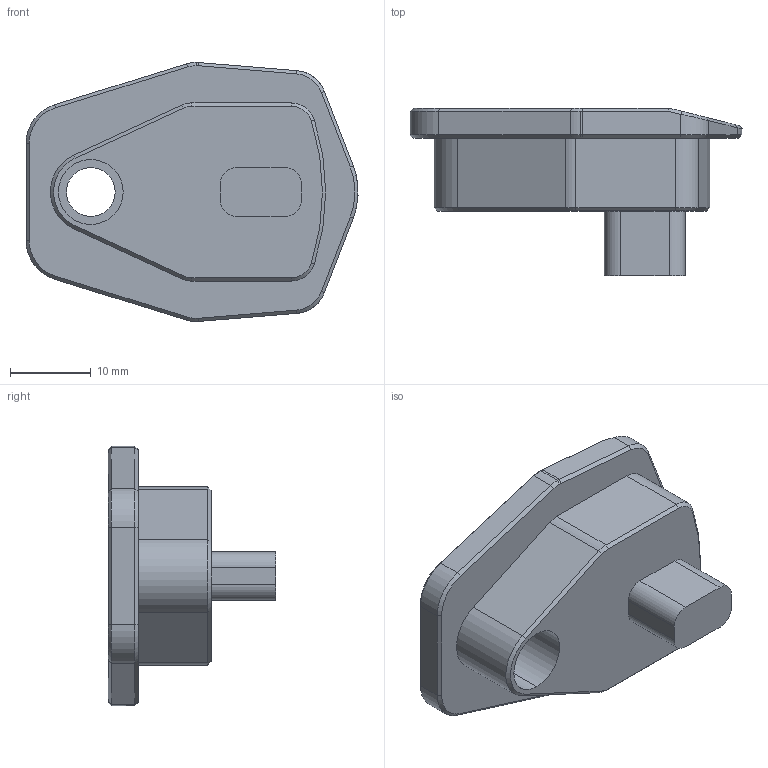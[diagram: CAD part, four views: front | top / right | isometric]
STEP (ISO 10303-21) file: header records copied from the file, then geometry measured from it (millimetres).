
FILE_DESCRIPTION (( 'STEP AP203' ), '1' );
FILE_NAME ('178-12-RevA-sabotXpro3.STEP', '2023-11-09T12:04:41', ( '' ), ( '' ), 'SwSTEP 2.0', 'SolidWorks 2009', '' );
FILE_SCHEMA (( 'CONFIG_CONTROL_DESIGN' ));
Length unit declared in the file: millimetre
Products named in the file (1): 178-12-RevA-sabotXpro3
Bounding box: 40.99 x 20.7 x 32 mm (x, y, z)
Volume: 7478.6 mm3; surface area: 4133 mm2
Topology: 1 solids, 1 shells, 111 faces, 266 edges, 161 vertices
Faces by surface type: plane 48, cylinder 30, cone 26, sphere 4, bspline 3
Entity records: 3309 total; most frequent: CARTESIAN_POINT 663, DIRECTION 543, ORIENTED_EDGE 532, EDGE_CURVE 266, AXIS2_PLACEMENT_3D 195, VERTEX_POINT 161, VECTOR 153, LINE 153
